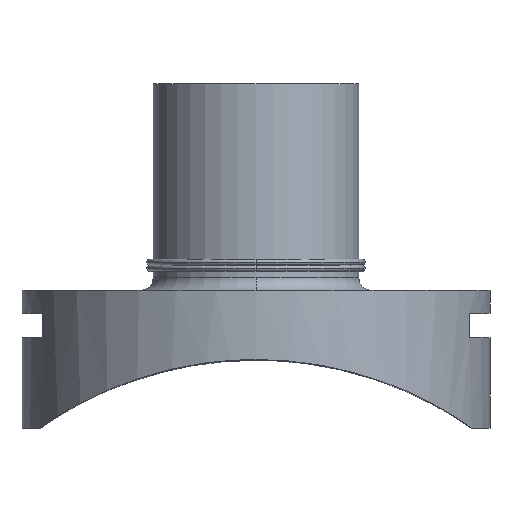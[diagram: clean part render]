
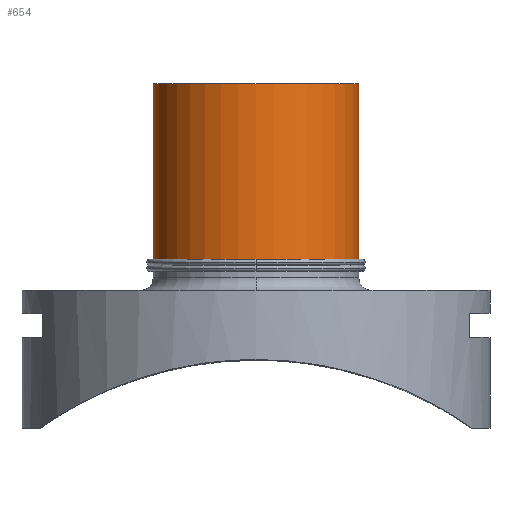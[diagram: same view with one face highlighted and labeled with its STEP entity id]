
A CAD part, top view. The second image highlights one B-rep face of the part: STEP entity #654.
In plain terms, the highlighted cylindrical face has radius 55 mm (diameter 110 mm), a partial arc.
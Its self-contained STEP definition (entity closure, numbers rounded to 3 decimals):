
#288 = EDGE_CURVE( '', #484, #676, #776, .T. );
#308 = EDGE_CURVE( '', #560, #416, #798, .T. );
#390 = VERTEX_POINT( '', #885 );
#416 = VERTEX_POINT( '', #912 );
#484 = VERTEX_POINT( '', #992 );
#538 = EDGE_CURVE( '', #676, #560, #1052, .T. );
#560 = VERTEX_POINT( '', #1077 );
#644 = EDGE_CURVE( '', #390, #484, #1174, .T. );
#654 = ADVANCED_FACE( '', ( #1184 ), #1185, .T. );
#676 = VERTEX_POINT( '', #1209 );
#690 = EDGE_CURVE( '', #416, #390, #1226, .T. );
#776 = LINE( '', #1314, #1315 );
#798 = CIRCLE( '', #1343, 55. );
#885 = CARTESIAN_POINT( '', ( 55., 184., 0. ) );
#912 = CARTESIAN_POINT( '', ( 55., 88.65, 0. ) );
#992 = CARTESIAN_POINT( '', ( -55., 184., 0. ) );
#1052 = CIRCLE( '', #1769, 55. );
#1077 = CARTESIAN_POINT( '', ( 0., 88.65, 55. ) );
#1174 = CIRCLE( '', #2084, 55. );
#1184 = FACE_OUTER_BOUND( '', #2095, .T. );
#1185 = CYLINDRICAL_SURFACE( '', #2096, 55. );
#1209 = CARTESIAN_POINT( '', ( -55., 88.65, 0. ) );
#1226 = LINE( '', #2144, #2145 );
#1314 = CARTESIAN_POINT( '', ( -55., 132.133, 0. ) );
#1315 = VECTOR( '', #2255, 1. );
#1343 = AXIS2_PLACEMENT_3D( '', #2284, #2285, #2286 );
#1769 = AXIS2_PLACEMENT_3D( '', #2594, #2595, #2596 );
#2084 = AXIS2_PLACEMENT_3D( '', #2753, #2754, #2755 );
#2095 = EDGE_LOOP( '', ( #2760, #2761, #2762, #2763, #2764 ) );
#2096 = AXIS2_PLACEMENT_3D( '', #2765, #2766, #2767 );
#2144 = CARTESIAN_POINT( '', ( 55., 132.133, 0. ) );
#2145 = VECTOR( '', #2820, 1. );
#2255 = DIRECTION( '', ( 0., -1., 0. ) );
#2284 = CARTESIAN_POINT( '', ( 0., 88.65, 0. ) );
#2285 = DIRECTION( '', ( 0., 1., 0. ) );
#2286 = DIRECTION( '', ( -1., 0., 0. ) );
#2594 = CARTESIAN_POINT( '', ( 0., 88.65, 0. ) );
#2595 = DIRECTION( '', ( 0., 1., 0. ) );
#2596 = DIRECTION( '', ( -1., 0., 0. ) );
#2753 = CARTESIAN_POINT( '', ( 0., 184., 0. ) );
#2754 = DIRECTION( '', ( 0., -1., 0. ) );
#2755 = DIRECTION( '', ( -1., 0., 0. ) );
#2760 = ORIENTED_EDGE( '', *, *, #288, .T. );
#2761 = ORIENTED_EDGE( '', *, *, #538, .T. );
#2762 = ORIENTED_EDGE( '', *, *, #308, .T. );
#2763 = ORIENTED_EDGE( '', *, *, #690, .T. );
#2764 = ORIENTED_EDGE( '', *, *, #644, .T. );
#2765 = CARTESIAN_POINT( '', ( 0., 132.133, 0. ) );
#2766 = DIRECTION( '', ( 0., 1., 0. ) );
#2767 = DIRECTION( '', ( -1., 0., 0. ) );
#2820 = DIRECTION( '', ( 0., 1., 0. ) );
